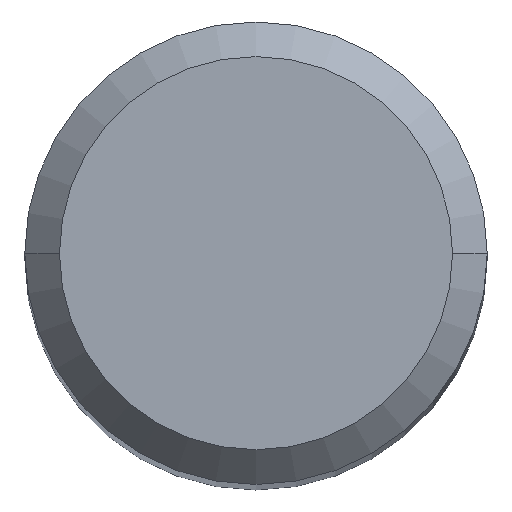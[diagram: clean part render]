
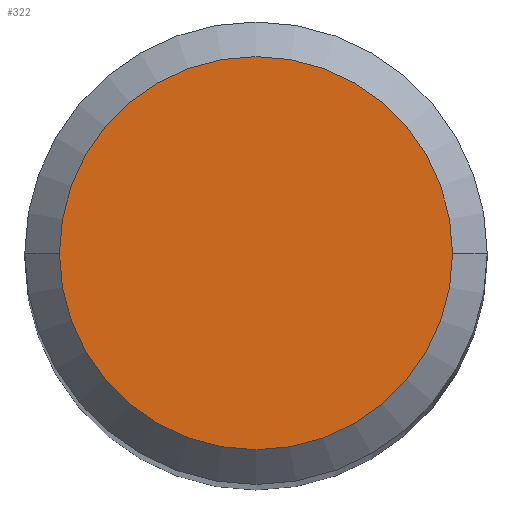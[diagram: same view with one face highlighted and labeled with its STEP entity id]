
A CAD part, top view. The second image highlights one B-rep face of the part: STEP entity #322.
In plain terms, the highlighted planar face has unit normal (0, 0, 1).
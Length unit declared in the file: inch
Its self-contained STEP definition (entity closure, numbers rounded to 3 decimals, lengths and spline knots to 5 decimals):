
#36 = DIRECTION ( 'NONE',  ( 0., 0., 1. ) ) ;
#68 = PLANE ( 'NONE',  #253 ) ;
#77 = EDGE_CURVE ( 'NONE', #275, #207, #90, .T. ) ;
#79 = DIRECTION ( 'NONE',  ( -1., 0., 0. ) ) ;
#86 = EDGE_LOOP ( 'NONE', ( #300, #377 ) ) ;
#90 = CIRCLE ( 'NONE', #356, 0.13387 ) ;
#140 = DIRECTION ( 'NONE',  ( 0., 0., 1. ) ) ;
#207 = VERTEX_POINT ( 'NONE', #445 ) ;
#253 = AXIS2_PLACEMENT_3D ( 'NONE', #462, #433, #79 ) ;
#275 = VERTEX_POINT ( 'NONE', #336 ) ;
#276 = DIRECTION ( 'NONE',  ( 1., 0., 0. ) ) ;
#300 = ORIENTED_EDGE ( 'NONE', *, *, #77, .T. ) ;
#322 = ADVANCED_FACE ( 'NONE', ( #361 ), #68, .F. ) ;
#328 = EDGE_CURVE ( 'NONE', #207, #275, #339, .T. ) ;
#336 = CARTESIAN_POINT ( 'NONE',  ( -0.13387, 0., 0. ) ) ;
#339 = CIRCLE ( 'NONE', #418, 0.13387 ) ;
#354 = CARTESIAN_POINT ( 'NONE',  ( 0., 0., 0. ) ) ;
#356 = AXIS2_PLACEMENT_3D ( 'NONE', #354, #36, #276 ) ;
#361 = FACE_OUTER_BOUND ( 'NONE', #86, .T. ) ;
#377 = ORIENTED_EDGE ( 'NONE', *, *, #328, .T. ) ;
#394 = DIRECTION ( 'NONE',  ( 1., 0., 0. ) ) ;
#399 = CARTESIAN_POINT ( 'NONE',  ( 0., 0., 0. ) ) ;
#418 = AXIS2_PLACEMENT_3D ( 'NONE', #399, #140, #394 ) ;
#433 = DIRECTION ( 'NONE',  ( 0., 0., -1. ) ) ;
#445 = CARTESIAN_POINT ( 'NONE',  ( 0.13387, 0., 0. ) ) ;
#462 = CARTESIAN_POINT ( 'NONE',  ( 0., 0., 0. ) ) ;
